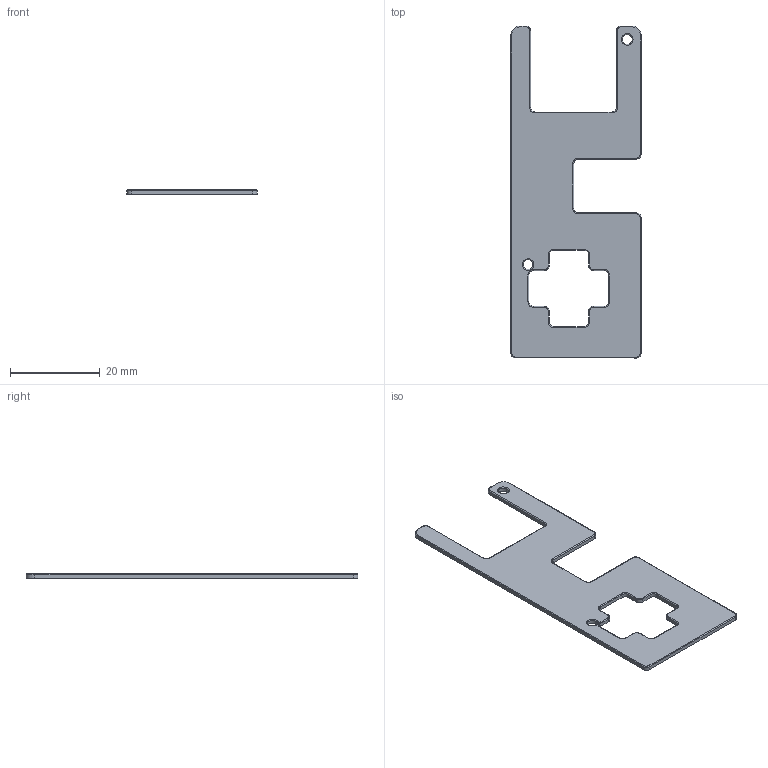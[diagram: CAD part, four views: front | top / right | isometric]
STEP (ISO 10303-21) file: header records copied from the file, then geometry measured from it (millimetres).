
FILE_DESCRIPTION(/* description */ (''),/* implementation_level */ '2;1');
FILE_NAME(/* name */ 'enclosure-cover.step',/* time_stamp */ '2024-10-14T16:48:26-05:00',/* author */ (''),/* organization */ (''),/* preprocessor_version */ 'ST-DEVELOPER v20',/* originating_system */ 'Autodesk Translation Framework v13.20.0.188',/* authorisation */ '');
FILE_SCHEMA (('AUTOMOTIVE_DESIGN { 1 0 10303 214 3 1 1 }'));
Length unit declared in the file: millimetre
Products named in the file (1): Thumbtroller
Bounding box: 29 x 74 x 1 mm (x, y, z)
Volume: 1364.4 mm3; surface area: 3051.7 mm2
Topology: 1 solids, 1 shells, 102 faces, 253 edges, 153 vertices
Faces by surface type: cylinder 50, torus 26, plane 26
Full cylindrical faces by diameter (mm): 2.2 x2
Entity records: 3065 total; most frequent: DIRECTION 589, CARTESIAN_POINT 509, ORIENTED_EDGE 506, EDGE_CURVE 253, AXIS2_PLACEMENT_3D 233, VERTEX_POINT 153, CIRCLE 130, LINE 123
